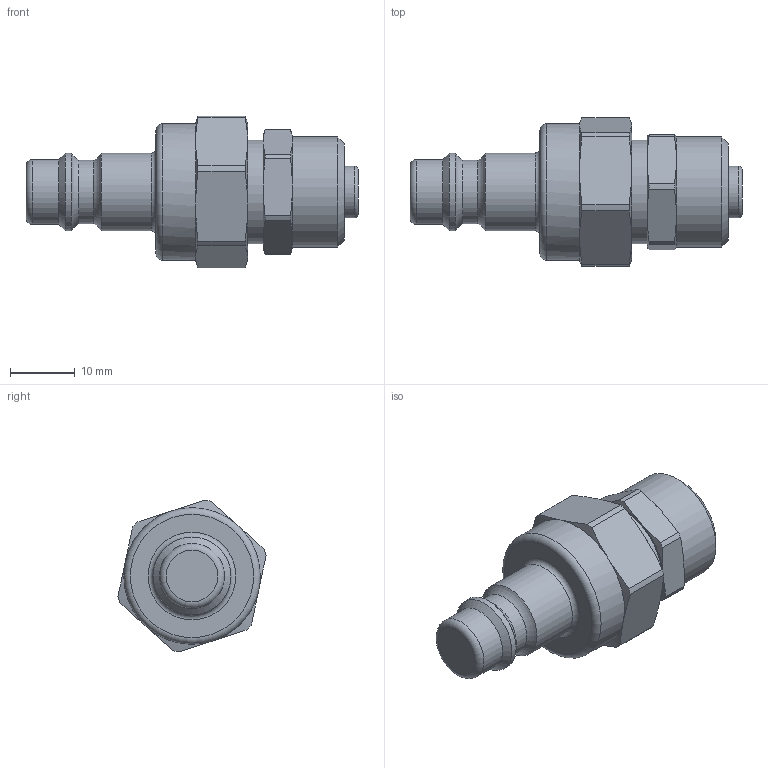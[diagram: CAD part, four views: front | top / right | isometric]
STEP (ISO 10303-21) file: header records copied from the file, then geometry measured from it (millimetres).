
FILE_DESCRIPTION((''),'2;1');
FILE_NAME('25sbko10mpx.stp','2014-04-01T07:33:18',('IA176480'),(''),'Autodesk Inventor 2013','Autodesk Inventor 2013','');
FILE_SCHEMA(('AUTOMOTIVE_DESIGN { 1 0 10303 214 1 1 1 1 }'));
Length unit declared in the file: millimetre
Products named in the file (1): D109869
Bounding box: 51.1 x 22.82 x 23.37 mm (x, y, z)
Volume: 9769.5 mm3; surface area: 4638 mm2
Topology: 1 solids, 3 shells, 99 faces, 213 edges, 128 vertices
Faces by surface type: cone 35, cylinder 29, plane 26, torus 9
Full cylindrical faces by diameter (mm): 8 x1, 8.45 x1, 9.5 x1, 9.75 x1, 10 x1, 10.2 x1, 12 x2, 14.6 x1, 14.969 x1, 15.46 x1, 16 x1, 16.5 x1, 17 x3, 21 x1
Entity records: 2504 total; most frequent: CARTESIAN_POINT 484, DIRECTION 416, ORIENTED_EDGE 336, AXIS2_PLACEMENT_3D 196, EDGE_CURVE 168, EDGE_LOOP 148, VERTEX_POINT 120, FACE_OUTER_BOUND 99
